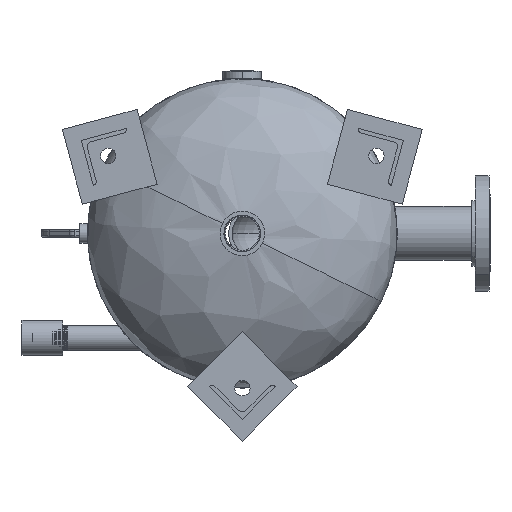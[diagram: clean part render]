
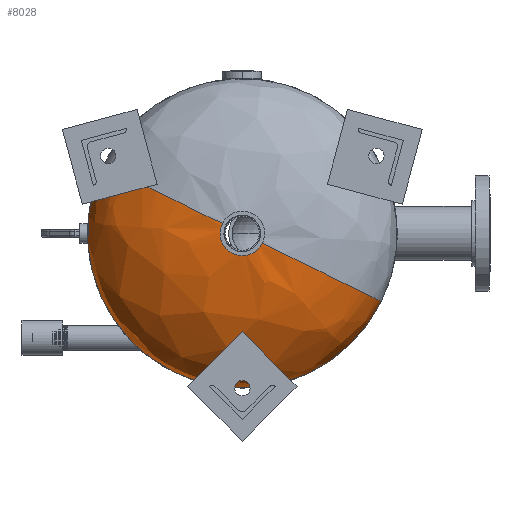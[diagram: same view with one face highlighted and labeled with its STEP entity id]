
A CAD part, front view. The second image highlights one B-rep face of the part: STEP entity #8028.
In plain terms, the highlighted free-form (B-spline) face has degree [3, 3] with [4, 4] control points.
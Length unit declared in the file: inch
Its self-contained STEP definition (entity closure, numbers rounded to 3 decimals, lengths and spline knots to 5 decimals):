
#347 =( BOUNDED_SURFACE ( )  B_SPLINE_SURFACE ( 3, 3, ( 
 ( #15623, #17322, #4046, #2774 ),
 ( #9243, #18500, #15315, #771 ),
 ( #5639, #8179, #15937, #11363 ),
 ( #20720, #4774, #14458, #17639 ) ),
 .UNSPECIFIED., .F., .F., .F. ) 
 B_SPLINE_SURFACE_WITH_KNOTS ( ( 4, 4 ),
 ( 4, 4 ),
 ( 0., 1. ),
 ( 0., 1. ),
 .UNSPECIFIED. ) 
 GEOMETRIC_REPRESENTATION_ITEM ( )  RATIONAL_B_SPLINE_SURFACE ( (
 ( 1., 0.333, 0.333, 1.),
 ( 0.835, 0.278, 0.278, 0.835),
 ( 0.835, 0.278, 0.278, 0.835),
 ( 1., 0.333, 0.333, 1.) ) ) 
 REPRESENTATION_ITEM ( '' )  SURFACE ( )  );
#355 = VERTEX_POINT ( 'NONE', #19611 ) ;
#555 = CARTESIAN_POINT ( 'NONE',  ( -10., 2., 0. ) ) ;
#771 = CARTESIAN_POINT ( 'NONE',  ( 10., 4.7306, 0. ) ) ;
#987 = AXIS2_PLACEMENT_3D ( 'NONE', #11093, #17369, #17475 ) ;
#1012 = CARTESIAN_POINT ( 'NONE',  ( 10., 4.7306, 0. ) ) ;
#1576 = ORIENTED_EDGE ( 'NONE', *, *, #3748, .F. ) ;
#1722 = EDGE_CURVE ( 'NONE', #355, #11692, #8334, .T. ) ;
#2417 = ORIENTED_EDGE ( 'NONE', *, *, #11802, .F. ) ;
#2774 = CARTESIAN_POINT ( 'NONE',  ( 10., 2., 0. ) ) ;
#3444 = CARTESIAN_POINT ( 'NONE',  ( 1.3125, 7.14262, 0. ) ) ;
#3455 = ORIENTED_EDGE ( 'NONE', *, *, #1722, .T. ) ;
#3748 = EDGE_CURVE ( 'NONE', #12942, #4572, #18669, .T. ) ;
#4046 = CARTESIAN_POINT ( 'NONE',  ( 10., 2., -20. ) ) ;
#4316 = DIRECTION ( 'NONE',  ( 0., 1., 0. ) ) ;
#4572 = VERTEX_POINT ( 'NONE', #14148 ) ;
#4774 = CARTESIAN_POINT ( 'NONE',  ( -1.3125, 7.14262, -2.625 ) ) ;
#5423 = CARTESIAN_POINT ( 'NONE',  ( -10., 4.7306, 0. ) ) ;
#5611 = EDGE_LOOP ( 'NONE', ( #12440, #3455, #2417, #1576, #14528 ) ) ;
#5639 = CARTESIAN_POINT ( 'NONE',  ( -6.53077, 6.78423, 0. ) ) ;
#7472 = AXIS2_PLACEMENT_3D ( 'NONE', #19320, #9646, #8161 ) ;
#7478 = CARTESIAN_POINT ( 'NONE',  ( 6.53077, 6.78423, 0. ) ) ;
#7918 = VERTEX_POINT ( 'NONE', #13300 ) ;
#8028 = ADVANCED_FACE ( 'NONE', ( #12130 ), #347, .T. ) ;
#8083 = CIRCLE ( 'NONE', #16886, 1.3125 ) ;
#8161 = DIRECTION ( 'NONE',  ( 1., 0., 0. ) ) ;
#8179 = CARTESIAN_POINT ( 'NONE',  ( -6.53077, 6.78423, -13.06155 ) ) ;
#8334 =( BOUNDED_CURVE ( )  B_SPLINE_CURVE ( 3, ( #555, #5423, #20193, #8709 ),
 .UNSPECIFIED., .F., .F. ) 
 B_SPLINE_CURVE_WITH_KNOTS ( ( 4, 4 ),
 ( 0., 1.43917 ),
 .UNSPECIFIED. ) 
 CURVE ( )  GEOMETRIC_REPRESENTATION_ITEM ( )  RATIONAL_B_SPLINE_CURVE ( ( 1., 0.835, 0.835, 1. ) ) 
 REPRESENTATION_ITEM ( '' )  );
#8709 = CARTESIAN_POINT ( 'NONE',  ( -1.3125, 7.14262, 0. ) ) ;
#9243 = CARTESIAN_POINT ( 'NONE',  ( -10., 4.7306, 0. ) ) ;
#9646 = DIRECTION ( 'NONE',  ( 0., 1., 0. ) ) ;
#10465 = CIRCLE ( 'NONE', #987, 10. ) ;
#10691 = EDGE_CURVE ( 'NONE', #355, #7918, #10465, .T. ) ;
#11093 = CARTESIAN_POINT ( 'NONE',  ( 0., 2., 0. ) ) ;
#11363 = CARTESIAN_POINT ( 'NONE',  ( 6.53077, 6.78423, 0. ) ) ;
#11692 = VERTEX_POINT ( 'NONE', #12208 ) ;
#11802 = EDGE_CURVE ( 'NONE', #4572, #11692, #8083, .T. ) ;
#11993 =( BOUNDED_CURVE ( )  B_SPLINE_CURVE ( 3, ( #17240, #1012, #7478, #13747 ),
 .UNSPECIFIED., .F., .F. ) 
 B_SPLINE_CURVE_WITH_KNOTS ( ( 4, 4 ),
 ( 0., 1.43917 ),
 .UNSPECIFIED. ) 
 CURVE ( )  GEOMETRIC_REPRESENTATION_ITEM ( )  RATIONAL_B_SPLINE_CURVE ( ( 1., 0.835, 0.835, 1. ) ) 
 REPRESENTATION_ITEM ( '' )  );
#12130 = FACE_OUTER_BOUND ( 'NONE', #5611, .T. ) ;
#12208 = CARTESIAN_POINT ( 'NONE',  ( -1.3125, 7.14262, 0. ) ) ;
#12440 = ORIENTED_EDGE ( 'NONE', *, *, #10691, .F. ) ;
#12942 = VERTEX_POINT ( 'NONE', #3444 ) ;
#13300 = CARTESIAN_POINT ( 'NONE',  ( 10., 2., 0. ) ) ;
#13747 = CARTESIAN_POINT ( 'NONE',  ( 1.3125, 7.14262, 0. ) ) ;
#14108 = DIRECTION ( 'NONE',  ( 1., 0., 0. ) ) ;
#14148 = CARTESIAN_POINT ( 'NONE',  ( -0.57735, 7.14262, -1.1787 ) ) ;
#14458 = CARTESIAN_POINT ( 'NONE',  ( 1.3125, 7.14262, -2.625 ) ) ;
#14528 = ORIENTED_EDGE ( 'NONE', *, *, #18037, .F. ) ;
#15315 = CARTESIAN_POINT ( 'NONE',  ( 10., 4.7306, -20. ) ) ;
#15387 = CARTESIAN_POINT ( 'NONE',  ( 0., 7.14262, 0. ) ) ;
#15623 = CARTESIAN_POINT ( 'NONE',  ( -10., 2., 0. ) ) ;
#15937 = CARTESIAN_POINT ( 'NONE',  ( 6.53077, 6.78423, -13.06155 ) ) ;
#16886 = AXIS2_PLACEMENT_3D ( 'NONE', #15387, #4316, #14108 ) ;
#17240 = CARTESIAN_POINT ( 'NONE',  ( 10., 2., 0. ) ) ;
#17322 = CARTESIAN_POINT ( 'NONE',  ( -10., 2., -20. ) ) ;
#17369 = DIRECTION ( 'NONE',  ( 0., -1., 0. ) ) ;
#17475 = DIRECTION ( 'NONE',  ( 1., 0., 0. ) ) ;
#17639 = CARTESIAN_POINT ( 'NONE',  ( 1.3125, 7.14262, 0. ) ) ;
#18037 = EDGE_CURVE ( 'NONE', #7918, #12942, #11993, .T. ) ;
#18500 = CARTESIAN_POINT ( 'NONE',  ( -10., 4.7306, -20. ) ) ;
#18669 = CIRCLE ( 'NONE', #7472, 1.3125 ) ;
#19320 = CARTESIAN_POINT ( 'NONE',  ( 0., 7.14262, 0. ) ) ;
#19611 = CARTESIAN_POINT ( 'NONE',  ( -10., 2., 0. ) ) ;
#20193 = CARTESIAN_POINT ( 'NONE',  ( -6.53077, 6.78423, 0. ) ) ;
#20720 = CARTESIAN_POINT ( 'NONE',  ( -1.3125, 7.14262, 0. ) ) ;
